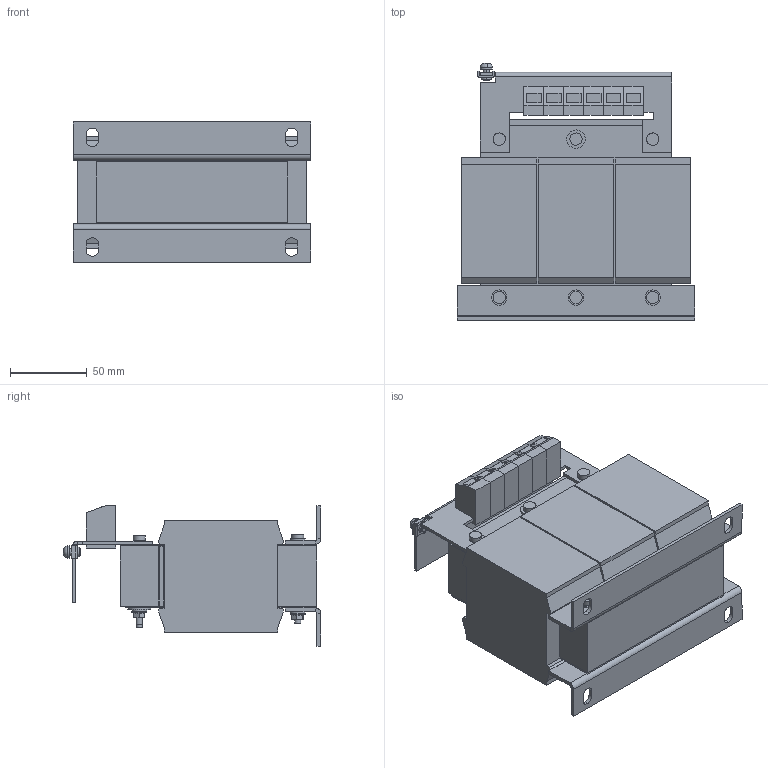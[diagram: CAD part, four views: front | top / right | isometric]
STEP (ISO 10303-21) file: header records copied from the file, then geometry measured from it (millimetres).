
FILE_DESCRIPTION (( 'STEP AP214' ), '1' );
FILE_NAME ('871263.STEP', '2024-04-22T13:58:30', ( '' ), ( '' ), 'SwSTEP 2.0', 'SolidWorks 2022', '' );
FILE_SCHEMA (( 'AUTOMOTIVE_DESIGN' ));
Length unit declared in the file: millimetre
Products named in the file (1): 871263
Bounding box: 155 x 167.8 x 91.7 mm (x, y, z)
Volume: 1180207.4 mm3; surface area: 151167.5 mm2
Topology: 1 solids, 1 shells, 568 faces, 1424 edges, 903 vertices
Faces by surface type: plane 434, cylinder 104, cone 16, torus 14
Entity records: 16890 total; most frequent: CARTESIAN_POINT 3174, ORIENTED_EDGE 2848, DIRECTION 2756, EDGE_CURVE 1424, LINE 1094, VECTOR 1094, VERTEX_POINT 903, AXIS2_PLACEMENT_3D 831
